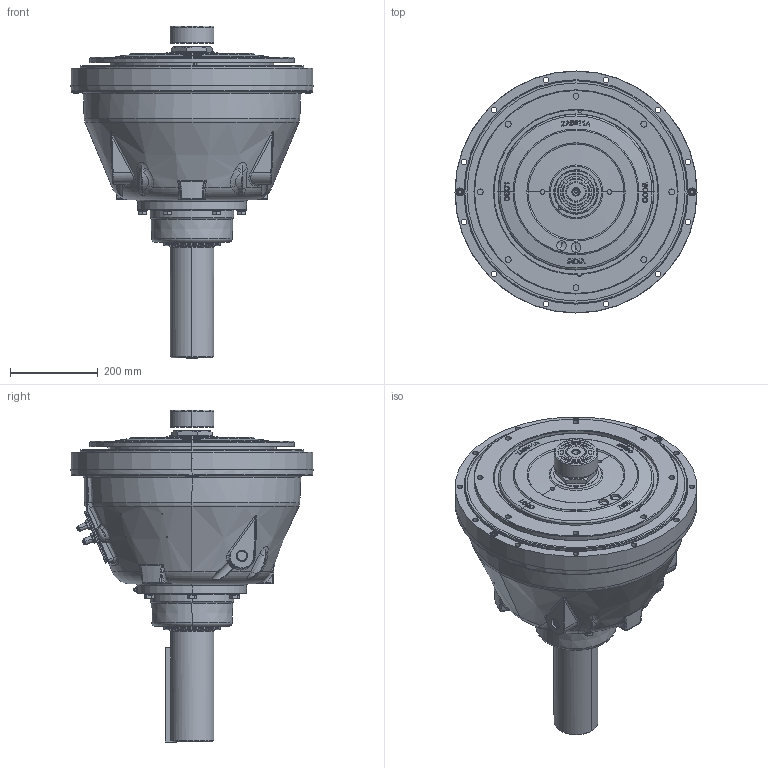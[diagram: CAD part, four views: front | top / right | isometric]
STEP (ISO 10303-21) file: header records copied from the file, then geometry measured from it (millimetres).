
FILE_DESCRIPTION (( 'STEP AP214' ), '1' );
FILE_NAME (' 1030490C.step', '2019-01-14T21:03:37', ( 'TDI' ), ( 'Twin Disc Inc' ), 'SwSTEP 2.0', 'SolidWorks 2015', '' );
FILE_SCHEMA (( 'AUTOMOTIVE_DESIGN' ));
Length unit declared in the file: millimetre
Products named in the file (1):  1030490C
Bounding box: 553.34 x 553.34 x 758.8 mm (x, y, z)
Surface area: 1642801.5 mm2 (no closed solid volume)
Topology: 0 solids, 86 shells, 1031 faces, 3178 edges, 2141 vertices
Faces by surface type: plane 291, bspline 250, cylinder 241, cone 137, torus 103, sphere 9
Entity records: 64310 total; most frequent: CARTESIAN_POINT 27341, ORIENTED_EDGE 5043, DIRECTION 4872, EDGE_CURVE 3141, VERTEX_POINT 2138, AXIS2_PLACEMENT_3D 1911, EDGE_LOOP 1203, CIRCLE 1129
